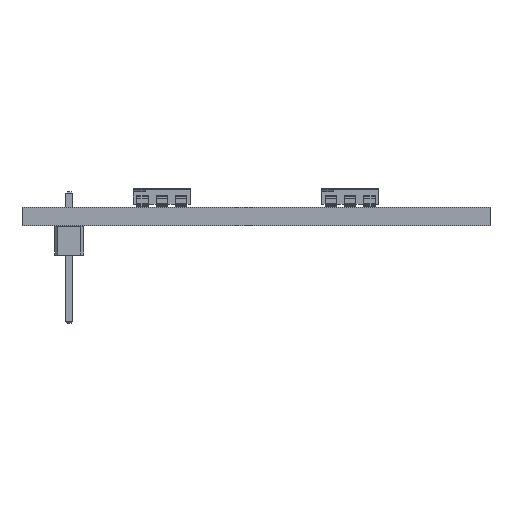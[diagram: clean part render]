
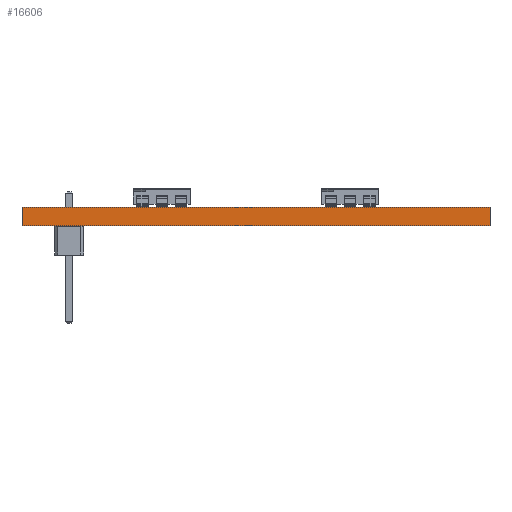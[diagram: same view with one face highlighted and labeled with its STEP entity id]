
A CAD part, front view. The second image highlights one B-rep face of the part: STEP entity #16606.
In plain terms, the highlighted planar face has unit normal (0, -1, 0).
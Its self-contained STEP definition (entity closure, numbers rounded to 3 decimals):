
#16425 = PLANE('',#16426);
#16426 = AXIS2_PLACEMENT_3D('',#16427,#16428,#16429);
#16427 = CARTESIAN_POINT('',(146.389,-53.805,0.));
#16428 = DIRECTION('',(1.,0.,-0.));
#16429 = DIRECTION('',(0.,-1.,0.));
#16450 = VERTEX_POINT('',#16451);
#16451 = CARTESIAN_POINT('',(146.389,-169.151,1.6));
#16465 = PLANE('',#16466);
#16466 = AXIS2_PLACEMENT_3D('',#16467,#16468,#16469);
#16467 = CARTESIAN_POINT('',(125.857,-111.478,1.6));
#16468 = DIRECTION('',(-0.,-0.,-1.));
#16469 = DIRECTION('',(-1.,0.,0.));
#16477 = EDGE_CURVE('',#16478,#16450,#16480,.T.);
#16478 = VERTEX_POINT('',#16479);
#16479 = CARTESIAN_POINT('',(146.389,-169.151,0.));
#16480 = SURFACE_CURVE('',#16481,(#16485,#16492),.PCURVE_S1.);
#16481 = LINE('',#16482,#16483);
#16482 = CARTESIAN_POINT('',(146.389,-169.151,0.));
#16483 = VECTOR('',#16484,1.);
#16484 = DIRECTION('',(0.,0.,1.));
#16485 = PCURVE('',#16425,#16486);
#16486 = DEFINITIONAL_REPRESENTATION('',(#16487),#16491);
#16487 = LINE('',#16488,#16489);
#16488 = CARTESIAN_POINT('',(115.346,0.));
#16489 = VECTOR('',#16490,1.);
#16490 = DIRECTION('',(0.,-1.));
#16491 = ( GEOMETRIC_REPRESENTATION_CONTEXT(2) 
PARAMETRIC_REPRESENTATION_CONTEXT() REPRESENTATION_CONTEXT('2D SPACE',''
  ) );
#16492 = PCURVE('',#16493,#16498);
#16493 = PLANE('',#16494);
#16494 = AXIS2_PLACEMENT_3D('',#16495,#16496,#16497);
#16495 = CARTESIAN_POINT('',(146.389,-169.151,0.));
#16496 = DIRECTION('',(0.,-1.,0.));
#16497 = DIRECTION('',(-1.,0.,0.));
#16498 = DEFINITIONAL_REPRESENTATION('',(#16499),#16503);
#16499 = LINE('',#16500,#16501);
#16500 = CARTESIAN_POINT('',(0.,-0.));
#16501 = VECTOR('',#16502,1.);
#16502 = DIRECTION('',(0.,-1.));
#16503 = ( GEOMETRIC_REPRESENTATION_CONTEXT(2) 
PARAMETRIC_REPRESENTATION_CONTEXT() REPRESENTATION_CONTEXT('2D SPACE',''
  ) );
#16519 = PLANE('',#16520);
#16520 = AXIS2_PLACEMENT_3D('',#16521,#16522,#16523);
#16521 = CARTESIAN_POINT('',(125.857,-111.478,0.));
#16522 = DIRECTION('',(-0.,-0.,-1.));
#16523 = DIRECTION('',(-1.,0.,0.));
#16552 = PLANE('',#16553);
#16553 = AXIS2_PLACEMENT_3D('',#16554,#16555,#16556);
#16554 = CARTESIAN_POINT('',(105.325,-169.151,0.));
#16555 = DIRECTION('',(-1.,0.,0.));
#16556 = DIRECTION('',(0.,1.,0.));
#16606 = ADVANCED_FACE('',(#16607),#16493,.T.);
#16607 = FACE_BOUND('',#16608,.T.);
#16608 = EDGE_LOOP('',(#16609,#16610,#16633,#16656));
#16609 = ORIENTED_EDGE('',*,*,#16477,.T.);
#16610 = ORIENTED_EDGE('',*,*,#16611,.T.);
#16611 = EDGE_CURVE('',#16450,#16612,#16614,.T.);
#16612 = VERTEX_POINT('',#16613);
#16613 = CARTESIAN_POINT('',(105.325,-169.151,1.6));
#16614 = SURFACE_CURVE('',#16615,(#16619,#16626),.PCURVE_S1.);
#16615 = LINE('',#16616,#16617);
#16616 = CARTESIAN_POINT('',(146.389,-169.151,1.6));
#16617 = VECTOR('',#16618,1.);
#16618 = DIRECTION('',(-1.,0.,0.));
#16619 = PCURVE('',#16493,#16620);
#16620 = DEFINITIONAL_REPRESENTATION('',(#16621),#16625);
#16621 = LINE('',#16622,#16623);
#16622 = CARTESIAN_POINT('',(0.,-1.6));
#16623 = VECTOR('',#16624,1.);
#16624 = DIRECTION('',(1.,0.));
#16625 = ( GEOMETRIC_REPRESENTATION_CONTEXT(2) 
PARAMETRIC_REPRESENTATION_CONTEXT() REPRESENTATION_CONTEXT('2D SPACE',''
  ) );
#16626 = PCURVE('',#16465,#16627);
#16627 = DEFINITIONAL_REPRESENTATION('',(#16628),#16632);
#16628 = LINE('',#16629,#16630);
#16629 = CARTESIAN_POINT('',(-20.532,-57.673));
#16630 = VECTOR('',#16631,1.);
#16631 = DIRECTION('',(1.,0.));
#16632 = ( GEOMETRIC_REPRESENTATION_CONTEXT(2) 
PARAMETRIC_REPRESENTATION_CONTEXT() REPRESENTATION_CONTEXT('2D SPACE',''
  ) );
#16633 = ORIENTED_EDGE('',*,*,#16634,.F.);
#16634 = EDGE_CURVE('',#16635,#16612,#16637,.T.);
#16635 = VERTEX_POINT('',#16636);
#16636 = CARTESIAN_POINT('',(105.325,-169.151,0.));
#16637 = SURFACE_CURVE('',#16638,(#16642,#16649),.PCURVE_S1.);
#16638 = LINE('',#16639,#16640);
#16639 = CARTESIAN_POINT('',(105.325,-169.151,0.));
#16640 = VECTOR('',#16641,1.);
#16641 = DIRECTION('',(0.,0.,1.));
#16642 = PCURVE('',#16493,#16643);
#16643 = DEFINITIONAL_REPRESENTATION('',(#16644),#16648);
#16644 = LINE('',#16645,#16646);
#16645 = CARTESIAN_POINT('',(41.064,0.));
#16646 = VECTOR('',#16647,1.);
#16647 = DIRECTION('',(0.,-1.));
#16648 = ( GEOMETRIC_REPRESENTATION_CONTEXT(2) 
PARAMETRIC_REPRESENTATION_CONTEXT() REPRESENTATION_CONTEXT('2D SPACE',''
  ) );
#16649 = PCURVE('',#16552,#16650);
#16650 = DEFINITIONAL_REPRESENTATION('',(#16651),#16655);
#16651 = LINE('',#16652,#16653);
#16652 = CARTESIAN_POINT('',(0.,0.));
#16653 = VECTOR('',#16654,1.);
#16654 = DIRECTION('',(0.,-1.));
#16655 = ( GEOMETRIC_REPRESENTATION_CONTEXT(2) 
PARAMETRIC_REPRESENTATION_CONTEXT() REPRESENTATION_CONTEXT('2D SPACE',''
  ) );
#16656 = ORIENTED_EDGE('',*,*,#16657,.F.);
#16657 = EDGE_CURVE('',#16478,#16635,#16658,.T.);
#16658 = SURFACE_CURVE('',#16659,(#16663,#16670),.PCURVE_S1.);
#16659 = LINE('',#16660,#16661);
#16660 = CARTESIAN_POINT('',(146.389,-169.151,0.));
#16661 = VECTOR('',#16662,1.);
#16662 = DIRECTION('',(-1.,0.,0.));
#16663 = PCURVE('',#16493,#16664);
#16664 = DEFINITIONAL_REPRESENTATION('',(#16665),#16669);
#16665 = LINE('',#16666,#16667);
#16666 = CARTESIAN_POINT('',(0.,-0.));
#16667 = VECTOR('',#16668,1.);
#16668 = DIRECTION('',(1.,0.));
#16669 = ( GEOMETRIC_REPRESENTATION_CONTEXT(2) 
PARAMETRIC_REPRESENTATION_CONTEXT() REPRESENTATION_CONTEXT('2D SPACE',''
  ) );
#16670 = PCURVE('',#16519,#16671);
#16671 = DEFINITIONAL_REPRESENTATION('',(#16672),#16676);
#16672 = LINE('',#16673,#16674);
#16673 = CARTESIAN_POINT('',(-20.532,-57.673));
#16674 = VECTOR('',#16675,1.);
#16675 = DIRECTION('',(1.,0.));
#16676 = ( GEOMETRIC_REPRESENTATION_CONTEXT(2) 
PARAMETRIC_REPRESENTATION_CONTEXT() REPRESENTATION_CONTEXT('2D SPACE',''
  ) );
